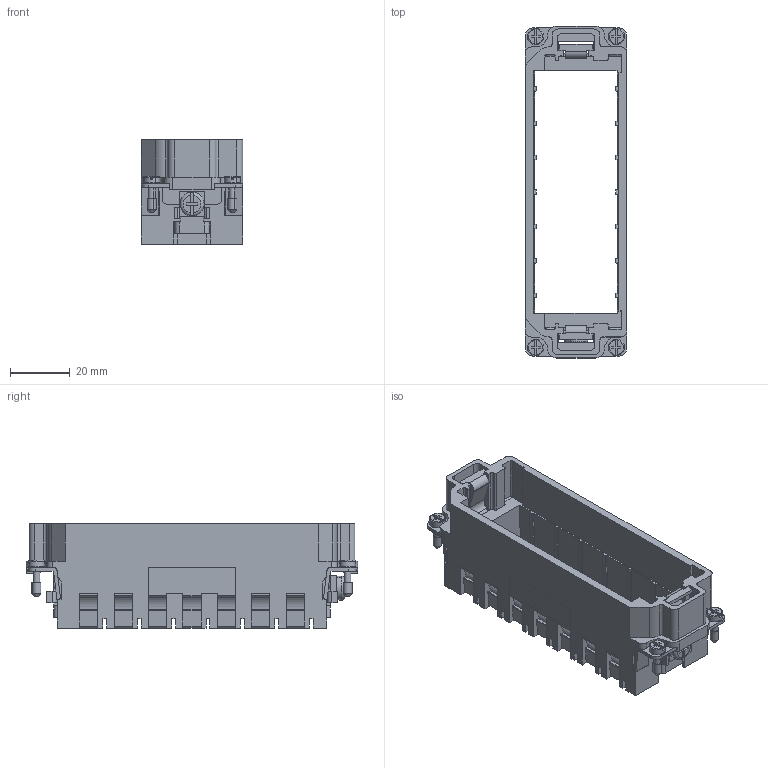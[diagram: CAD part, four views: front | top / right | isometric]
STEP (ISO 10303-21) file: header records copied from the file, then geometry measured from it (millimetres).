
FILE_DESCRIPTION(('CATIA V5 STEP Exchange','CAx-IF Rec.Pracs.--- Model Styling and Organization---1.2---2011-12-15'),'2;1');
FILE_NAME ('020629-3_1', '2018-10-03T10:50:11+00:00', ('none'), ('Weidmueller'), 'CATIA Version 5-6 Release 2014', 'CATIA V5 STEP AP214', 'none');
FILE_SCHEMA(('AUTOMOTIVE_DESIGN { 1 0 10303 214 1 1 1 1 }'));
Length unit declared in the file: millimetre
Products named in the file (1): 1758540000
Bounding box: 34 x 111 x 34.9 mm (x, y, z)
Volume: 26411 mm3; surface area: 26316.8 mm2
Topology: 9 solids, 9 shells, 877 faces, 2575 edges, 1716 vertices
Faces by surface type: plane 667, cylinder 182, torus 18, cone 10
Entity records: 26529 total; most frequent: ORIENTED_EDGE 5150, CARTESIAN_POINT 4918, DIRECTION 3427, EDGE_CURVE 2575, VECTOR 2065, LINE 2065, VERTEX_POINT 1716, AXIS2_PLACEMENT_3D 905
